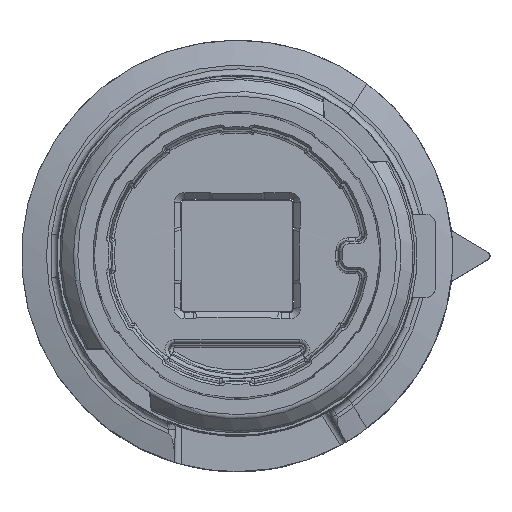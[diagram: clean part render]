
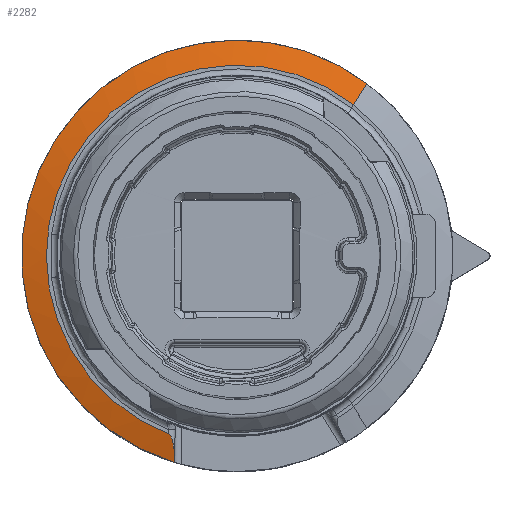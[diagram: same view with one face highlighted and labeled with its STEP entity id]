
A CAD part, top view. The second image highlights one B-rep face of the part: STEP entity #2282.
In plain terms, the highlighted conical face has half-angle 75.964 degrees and reference radius 23.288 mm.
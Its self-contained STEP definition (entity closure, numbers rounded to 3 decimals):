
#172=CONICAL_SURFACE('',#9657,23.288,75.964);
#1614=FACE_OUTER_BOUND('',#2998,.T.);
#2282=ADVANCED_FACE('',(#1614),#172,.T.);
#2998=EDGE_LOOP('',(#5071,#5072,#5073,#5074,#5075,#5076,#5077,#5078));
#3539=CIRCLE('',#9600,23.288);
#3544=CIRCLE('',#9607,23.288);
#3552=CIRCLE('',#9622,20.588);
#5071=ORIENTED_EDGE('',*,*,#8172,.T.);
#5072=ORIENTED_EDGE('',*,*,#8124,.F.);
#5073=ORIENTED_EDGE('',*,*,#8173,.F.);
#5074=ORIENTED_EDGE('',*,*,#8081,.F.);
#5075=ORIENTED_EDGE('',*,*,#8174,.T.);
#5076=ORIENTED_EDGE('',*,*,#8175,.T.);
#5077=ORIENTED_EDGE('',*,*,#8176,.T.);
#5078=ORIENTED_EDGE('',*,*,#8096,.F.);
#6992=VERTEX_POINT('',#17836);
#6993=VERTEX_POINT('',#17838);
#6996=VERTEX_POINT('',#17847);
#7002=VERTEX_POINT('',#17877);
#7013=VERTEX_POINT('',#18091);
#7014=VERTEX_POINT('',#18093);
#7035=VERTEX_POINT('',#18341);
#7036=VERTEX_POINT('',#18346);
#8081=EDGE_CURVE('',#6992,#6993,#3539,.T.);
#8096=EDGE_CURVE('',#7002,#6996,#3544,.T.);
#8124=EDGE_CURVE('',#7013,#7014,#3552,.T.);
#8172=EDGE_CURVE('',#7002,#7014,#8904,.T.);
#8173=EDGE_CURVE('',#6993,#7013,#8905,.T.);
#8174=EDGE_CURVE('',#6992,#7035,#8906,.T.);
#8175=EDGE_CURVE('',#7035,#7036,#8907,.T.);
#8176=EDGE_CURVE('',#7036,#6996,#8908,.T.);
#8904=B_SPLINE_CURVE_WITH_KNOTS('',3,(#18323,#18324,#18325,#18326,#18327,
#18328,#18329,#18330,#18331,#18332),.UNSPECIFIED.,.F.,.F.,(4,2,2,2,4),(0.,
0.5,0.75,0.875,1.),.UNSPECIFIED.);
#8905=B_SPLINE_CURVE_WITH_KNOTS('',3,(#18333,#18334,#18335,#18336),
 .UNSPECIFIED.,.F.,.F.,(4,4),(0.,1.),.UNSPECIFIED.);
#8906=B_SPLINE_CURVE_WITH_KNOTS('',3,(#18337,#18338,#18339,#18340),
 .UNSPECIFIED.,.F.,.F.,(4,4),(0.,1.),.UNSPECIFIED.);
#8907=B_SPLINE_CURVE_WITH_KNOTS('',3,(#18342,#18343,#18344,#18345),
 .UNSPECIFIED.,.F.,.F.,(4,4),(0.,1.),.UNSPECIFIED.);
#8908=B_SPLINE_CURVE_WITH_KNOTS('',3,(#18347,#18348,#18349,#18350),
 .UNSPECIFIED.,.F.,.F.,(4,4),(0.,1.),.UNSPECIFIED.);
#9600=AXIS2_PLACEMENT_3D('',#17837,#11400,#11401);
#9607=AXIS2_PLACEMENT_3D('',#17878,#11422,#11423);
#9622=AXIS2_PLACEMENT_3D('',#18092,#11459,#11460);
#9657=AXIS2_PLACEMENT_3D('',#18351,#11548,#11549);
#11400=DIRECTION('',(0.,0.,-1.));
#11401=DIRECTION('',(1.,0.,0.));
#11422=DIRECTION('',(0.,0.,-1.));
#11423=DIRECTION('',(1.,0.,0.));
#11459=DIRECTION('',(0.,0.,1.));
#11460=DIRECTION('',(1.,0.,0.));
#11548=DIRECTION('',(0.,0.,-1.));
#11549=DIRECTION('',(1.,0.,0.));
#17836=CARTESIAN_POINT('',(-23.218,1.798,-18.39));
#17837=CARTESIAN_POINT('',(0.,0.,-18.39));
#17838=CARTESIAN_POINT('',(14.011,18.601,-18.39));
#17847=CARTESIAN_POINT('',(-23.218,-1.798,-18.39));
#17877=CARTESIAN_POINT('',(-6.73,-22.294,-18.39));
#17878=CARTESIAN_POINT('',(0.,0.,-18.39));
#18091=CARTESIAN_POINT('',(12.574,16.301,-17.715));
#18092=CARTESIAN_POINT('',(0.,0.,-17.715));
#18093=CARTESIAN_POINT('',(-7.378,-19.22,-17.715));
#18323=CARTESIAN_POINT('',(-6.73,-22.294,-18.39));
#18324=CARTESIAN_POINT('',(-6.725,-21.764,-18.263));
#18325=CARTESIAN_POINT('',(-6.753,-21.233,-18.138));
#18326=CARTESIAN_POINT('',(-6.865,-20.437,-17.958));
#18327=CARTESIAN_POINT('',(-6.914,-20.172,-17.899));
#18328=CARTESIAN_POINT('',(-7.024,-19.782,-17.816));
#18329=CARTESIAN_POINT('',(-7.067,-19.654,-17.79));
#18330=CARTESIAN_POINT('',(-7.181,-19.409,-17.742));
#18331=CARTESIAN_POINT('',(-7.248,-19.27,-17.715));
#18332=CARTESIAN_POINT('',(-7.378,-19.22,-17.715));
#18333=CARTESIAN_POINT('',(14.011,18.601,-18.39));
#18334=CARTESIAN_POINT('',(13.532,17.835,-18.165));
#18335=CARTESIAN_POINT('',(13.053,17.068,-17.94));
#18336=CARTESIAN_POINT('',(12.574,16.301,-17.715));
#18337=CARTESIAN_POINT('',(-23.218,1.798,-18.39));
#18338=CARTESIAN_POINT('',(-23.219,1.781,-18.39));
#18339=CARTESIAN_POINT('',(-23.22,1.763,-18.39));
#18340=CARTESIAN_POINT('',(-23.22,1.746,-18.39));
#18341=CARTESIAN_POINT('',(-23.22,1.746,-18.39));
#18342=CARTESIAN_POINT('',(-23.22,1.746,-18.39));
#18343=CARTESIAN_POINT('',(-23.22,0.581,-18.368));
#18344=CARTESIAN_POINT('',(-23.22,-0.583,-18.368));
#18345=CARTESIAN_POINT('',(-23.22,-1.746,-18.39));
#18346=CARTESIAN_POINT('',(-23.22,-1.746,-18.39));
#18347=CARTESIAN_POINT('',(-23.22,-1.746,-18.39));
#18348=CARTESIAN_POINT('',(-23.22,-1.763,-18.39));
#18349=CARTESIAN_POINT('',(-23.219,-1.781,-18.39));
#18350=CARTESIAN_POINT('',(-23.218,-1.798,-18.39));
#18351=CARTESIAN_POINT('',(0.,0.,-18.39));
